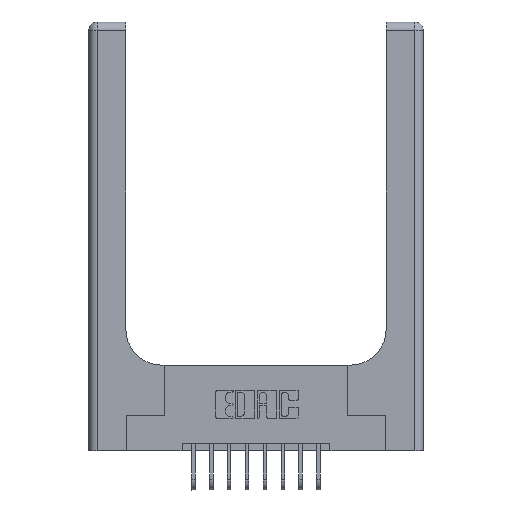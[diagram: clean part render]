
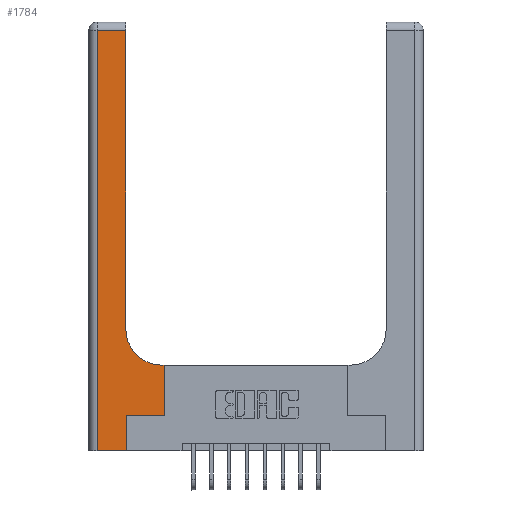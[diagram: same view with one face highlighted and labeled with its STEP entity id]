
A CAD part, top view. The second image highlights one B-rep face of the part: STEP entity #1784.
In plain terms, the highlighted planar face has unit normal (0, 0, 1).
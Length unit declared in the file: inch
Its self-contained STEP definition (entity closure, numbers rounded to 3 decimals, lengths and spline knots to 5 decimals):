
#340 = ORIENTED_EDGE ( 'NONE', *, *, #10516, .T. ) ;
#576 = DIRECTION ( 'NONE',  ( 0., 0., -1. ) ) ;
#739 = DIRECTION ( 'NONE',  ( 1., 0., 0. ) ) ;
#921 = VECTOR ( 'NONE', #10034, 39.37008 ) ;
#1084 = ORIENTED_EDGE ( 'NONE', *, *, #10195, .T. ) ;
#1105 = VECTOR ( 'NONE', #12726, 39.37008 ) ;
#1296 = LINE ( 'NONE', #5122, #7113 ) ;
#1501 = LINE ( 'NONE', #2473, #1105 ) ;
#1599 = CARTESIAN_POINT ( 'NONE',  ( 0.26, 0.85, 0.37 ) ) ;
#1672 = CARTESIAN_POINT ( 'NONE',  ( 0.06, 3., 0.37 ) ) ;
#1734 = ORIENTED_EDGE ( 'NONE', *, *, #11374, .T. ) ;
#1751 = ORIENTED_EDGE ( 'NONE', *, *, #11050, .T. ) ;
#1784 = ADVANCED_FACE ( 'NONE', ( #7437 ), #12486, .F. ) ;
#1999 = VECTOR ( 'NONE', #739, 39.37008 ) ;
#2204 = CARTESIAN_POINT ( 'NONE',  ( 0., 3., 0.37 ) ) ;
#2431 = ORIENTED_EDGE ( 'NONE', *, *, #10898, .T. ) ;
#2451 = VECTOR ( 'NONE', #5957, 39.37008 ) ;
#2473 = CARTESIAN_POINT ( 'NONE',  ( 0.26, 3., 0.37 ) ) ;
#3120 = CARTESIAN_POINT ( 'NONE',  ( 0.265, 0.25, 0.37 ) ) ;
#3611 = CARTESIAN_POINT ( 'NONE',  ( 0.06, 2.94, 0.37 ) ) ;
#3733 = CARTESIAN_POINT ( 'NONE',  ( 0.26, 0.6, 0.37 ) ) ;
#4040 = VERTEX_POINT ( 'NONE', #7207 ) ;
#4862 = DIRECTION ( 'NONE',  ( -1., 0., 0. ) ) ;
#4968 = VECTOR ( 'NONE', #5663, 39.37008 ) ;
#5071 = LINE ( 'NONE', #3120, #1999 ) ;
#5122 = CARTESIAN_POINT ( 'NONE',  ( 0., 2.94, 0.37 ) ) ;
#5540 = CARTESIAN_POINT ( 'NONE',  ( 0.06, 0., 0.37 ) ) ;
#5597 = VERTEX_POINT ( 'NONE', #1599 ) ;
#5663 = DIRECTION ( 'NONE',  ( 1., 0., 0. ) ) ;
#5822 = ORIENTED_EDGE ( 'NONE', *, *, #11609, .T. ) ;
#5957 = DIRECTION ( 'NONE',  ( 0., 1., 0. ) ) ;
#5981 = CARTESIAN_POINT ( 'NONE',  ( 0.51, 0.6, 0.37 ) ) ;
#6111 = ORIENTED_EDGE ( 'NONE', *, *, #11573, .T. ) ;
#6345 = DIRECTION ( 'NONE',  ( 0., -1., 0. ) ) ;
#6567 = VERTEX_POINT ( 'NONE', #5981 ) ;
#6758 = VECTOR ( 'NONE', #6345, 39.37008 ) ;
#6803 = VERTEX_POINT ( 'NONE', #7742 ) ;
#6853 = DIRECTION ( 'NONE',  ( 0., 0., -1. ) ) ;
#7108 = VERTEX_POINT ( 'NONE', #9528 ) ;
#7113 = VECTOR ( 'NONE', #12000, 39.37008 ) ;
#7207 = CARTESIAN_POINT ( 'NONE',  ( 0.26, 2.94, 0.37 ) ) ;
#7280 = CARTESIAN_POINT ( 'NONE',  ( 0.528, 0.25, 0.37 ) ) ;
#7437 = FACE_OUTER_BOUND ( 'NONE', #7641, .T. ) ;
#7606 = CARTESIAN_POINT ( 'NONE',  ( 0.51, 0.85, 0.37 ) ) ;
#7641 = EDGE_LOOP ( 'NONE', ( #1734, #6111, #5822, #2431, #1751, #1084, #13334, #340, #9907 ) ) ;
#7706 = LINE ( 'NONE', #3733, #12979 ) ;
#7742 = CARTESIAN_POINT ( 'NONE',  ( 0.528, 0.6, 0.37 ) ) ;
#8056 = CARTESIAN_POINT ( 'NONE',  ( 0.265, 0., 0.37 ) ) ;
#8280 = CARTESIAN_POINT ( 'NONE',  ( 0.265, 0., 0.37 ) ) ;
#8688 = VERTEX_POINT ( 'NONE', #8056 ) ;
#8742 = DIRECTION ( 'NONE',  ( 1., 0., 0. ) ) ;
#8913 = CARTESIAN_POINT ( 'NONE',  ( 0.528, 0.25, 0.37 ) ) ;
#9077 = CARTESIAN_POINT ( 'NONE',  ( 0., 0., 0.37 ) ) ;
#9434 = CIRCLE ( 'NONE', #13822, 0.25 ) ;
#9528 = CARTESIAN_POINT ( 'NONE',  ( 0.265, 0.25, 0.37 ) ) ;
#9791 = LINE ( 'NONE', #8913, #921 ) ;
#9907 = ORIENTED_EDGE ( 'NONE', *, *, #11653, .T. ) ;
#10034 = DIRECTION ( 'NONE',  ( 0., 1., 0. ) ) ;
#10139 = LINE ( 'NONE', #1672, #6758 ) ;
#10195 = EDGE_CURVE ( 'NONE', #7108, #12560, #5071, .T. ) ;
#10516 = EDGE_CURVE ( 'NONE', #6803, #6567, #7706, .T. ) ;
#10686 = LINE ( 'NONE', #9077, #4968 ) ;
#10898 = EDGE_CURVE ( 'NONE', #13578, #8688, #10686, .T. ) ;
#11004 = VERTEX_POINT ( 'NONE', #3611 ) ;
#11050 = EDGE_CURVE ( 'NONE', #8688, #7108, #11566, .T. ) ;
#11196 = EDGE_CURVE ( 'NONE', #12560, #6803, #9791, .T. ) ;
#11374 = EDGE_CURVE ( 'NONE', #5597, #4040, #1501, .T. ) ;
#11566 = LINE ( 'NONE', #8280, #2451 ) ;
#11573 = EDGE_CURVE ( 'NONE', #4040, #11004, #1296, .T. ) ;
#11609 = EDGE_CURVE ( 'NONE', #11004, #13578, #10139, .T. ) ;
#11653 = EDGE_CURVE ( 'NONE', #6567, #5597, #9434, .T. ) ;
#12000 = DIRECTION ( 'NONE',  ( -1., 0., 0. ) ) ;
#12486 = PLANE ( 'NONE',  #13739 ) ;
#12560 = VERTEX_POINT ( 'NONE', #7280 ) ;
#12726 = DIRECTION ( 'NONE',  ( 0., 1., 0. ) ) ;
#12979 = VECTOR ( 'NONE', #4862, 39.37008 ) ;
#13334 = ORIENTED_EDGE ( 'NONE', *, *, #11196, .T. ) ;
#13578 = VERTEX_POINT ( 'NONE', #5540 ) ;
#13739 = AXIS2_PLACEMENT_3D ( 'NONE', #2204, #6853, #14670 ) ;
#13822 = AXIS2_PLACEMENT_3D ( 'NONE', #7606, #576, #8742 ) ;
#14670 = DIRECTION ( 'NONE',  ( -1., 0., 0. ) ) ;
